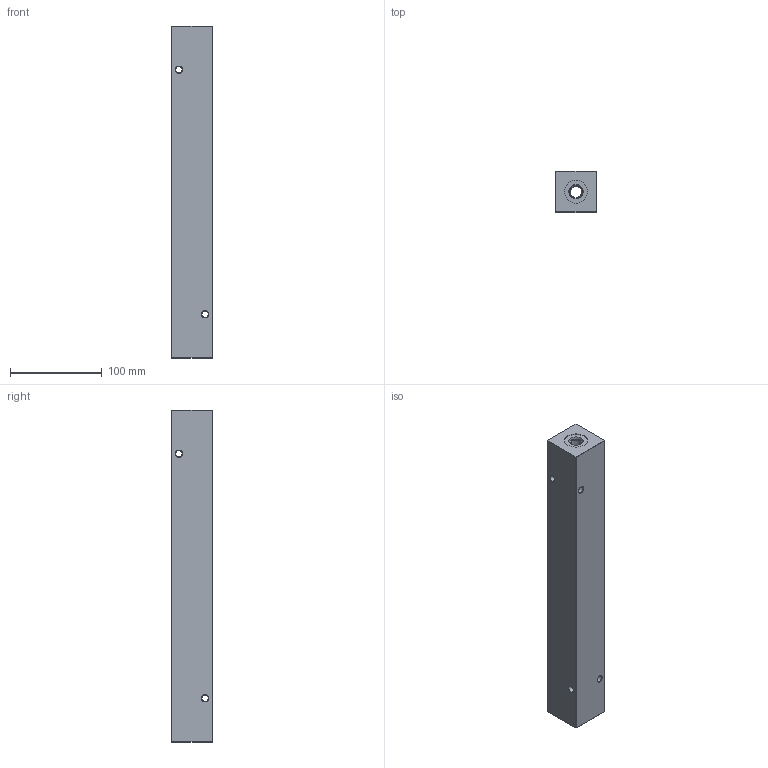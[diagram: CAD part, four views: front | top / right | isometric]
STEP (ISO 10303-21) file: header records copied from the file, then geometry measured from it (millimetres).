
FILE_DESCRIPTION (( 'STEP AP203' ), '1' );
FILE_NAME ('HM-8-90-S-6-6.STEP', '2020-11-09T21:15:21', ( '' ), ( '' ), 'SwSTEP 2.0', 'SolidWorks 2019', '' );
FILE_SCHEMA (( 'CONFIG_CONTROL_DESIGN' ));
Length unit declared in the file: inch
Products named in the file (1): HM-8-90-S-6-6
Bounding box: 44.45 x 44.45 x 361.95 mm (x, y, z)
Volume: 619071 mm3; surface area: 92688.3 mm2
Topology: 1 solids, 1 shells, 739 faces, 1902 edges, 1210 vertices
Faces by surface type: plane 241, bspline 212, cylinder 146, cone 140
Entity records: 32989 total; most frequent: CARTESIAN_POINT 16688, ORIENTED_EDGE 3804, DIRECTION 2608, EDGE_CURVE 1902, VERTEX_POINT 1210, VECTOR 908, LINE 908, AXIS2_PLACEMENT_3D 850
